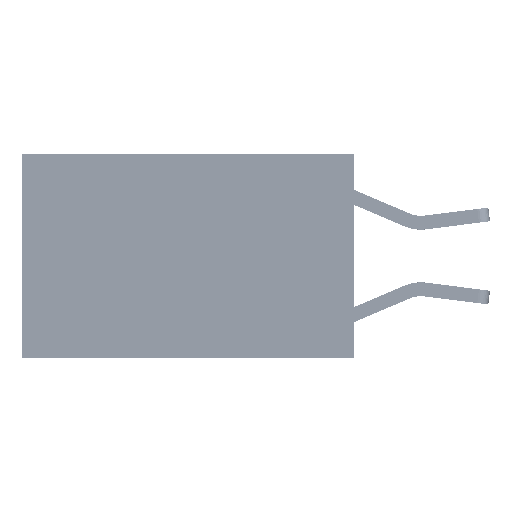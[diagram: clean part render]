
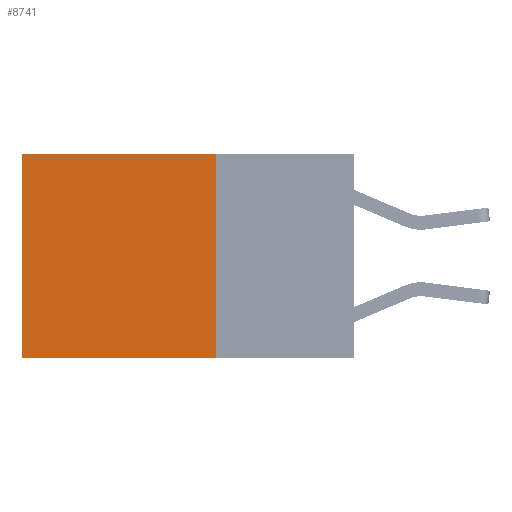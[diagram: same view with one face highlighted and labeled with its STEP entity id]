
A CAD part, left-side view. The second image highlights one B-rep face of the part: STEP entity #8741.
In plain terms, the highlighted planar face has unit normal (-1, 0, 0).
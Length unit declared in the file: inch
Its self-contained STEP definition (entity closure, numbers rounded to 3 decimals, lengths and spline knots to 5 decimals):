
#110 = CARTESIAN_POINT ( 'NONE',  ( 0.2625, 0.6, 0. ) ) ;
#2480 = VECTOR ( 'NONE', #28927, 39.37008 ) ;
#2627 = ORIENTED_EDGE ( 'NONE', *, *, #31127, .F. ) ;
#2703 = PLANE ( 'NONE',  #15186 ) ;
#2954 = DIRECTION ( 'NONE',  ( 0., 1., 0. ) ) ;
#4489 = LINE ( 'NONE', #23389, #6410 ) ;
#4848 = VERTEX_POINT ( 'NONE', #15937 ) ;
#6410 = VECTOR ( 'NONE', #2954, 39.37008 ) ;
#7218 = LINE ( 'NONE', #28297, #2480 ) ;
#7753 = EDGE_LOOP ( 'NONE', ( #16725, #20714, #2627, #8544 ) ) ;
#7841 = FACE_OUTER_BOUND ( 'NONE', #7753, .T. ) ;
#7852 = VERTEX_POINT ( 'NONE', #18569 ) ;
#8544 = ORIENTED_EDGE ( 'NONE', *, *, #15459, .T. ) ;
#8741 = ADVANCED_FACE ( 'NONE', ( #7841 ), #2703, .F. ) ;
#12738 = DIRECTION ( 'NONE',  ( 0., 0., -1. ) ) ;
#13062 = CARTESIAN_POINT ( 'NONE',  ( 0.2625, 0.25, 0. ) ) ;
#15186 = AXIS2_PLACEMENT_3D ( 'NONE', #30485, #28068, #20116 ) ;
#15239 = VECTOR ( 'NONE', #12738, 39.37008 ) ;
#15459 = EDGE_CURVE ( 'NONE', #23974, #7852, #7218, .T. ) ;
#15489 = DIRECTION ( 'NONE',  ( 0., 0., -1. ) ) ;
#15937 = CARTESIAN_POINT ( 'NONE',  ( 0.2625, 0.6, -0.37 ) ) ;
#16725 = ORIENTED_EDGE ( 'NONE', *, *, #23330, .T. ) ;
#18569 = CARTESIAN_POINT ( 'NONE',  ( 0.2625, 0.6, 0. ) ) ;
#20116 = DIRECTION ( 'NONE',  ( 0., 0., -1. ) ) ;
#20714 = ORIENTED_EDGE ( 'NONE', *, *, #27492, .F. ) ;
#21804 = VERTEX_POINT ( 'NONE', #23365 ) ;
#22599 = VECTOR ( 'NONE', #15489, 39.37008 ) ;
#22766 = CARTESIAN_POINT ( 'NONE',  ( 0.2625, 0.25, 0. ) ) ;
#23330 = EDGE_CURVE ( 'NONE', #7852, #4848, #25139, .T. ) ;
#23365 = CARTESIAN_POINT ( 'NONE',  ( 0.2625, 0.25, -0.37 ) ) ;
#23389 = CARTESIAN_POINT ( 'NONE',  ( 0.2625, 0.25, -0.37 ) ) ;
#23974 = VERTEX_POINT ( 'NONE', #22766 ) ;
#25139 = LINE ( 'NONE', #110, #15239 ) ;
#27492 = EDGE_CURVE ( 'NONE', #21804, #4848, #4489, .T. ) ;
#28068 = DIRECTION ( 'NONE',  ( 1., 0., 0. ) ) ;
#28297 = CARTESIAN_POINT ( 'NONE',  ( 0.2625, 0.25, 0. ) ) ;
#28927 = DIRECTION ( 'NONE',  ( 0., 1., 0. ) ) ;
#30485 = CARTESIAN_POINT ( 'NONE',  ( 0.2625, 0.25, 0. ) ) ;
#30863 = LINE ( 'NONE', #13062, #22599 ) ;
#31127 = EDGE_CURVE ( 'NONE', #23974, #21804, #30863, .T. ) ;
